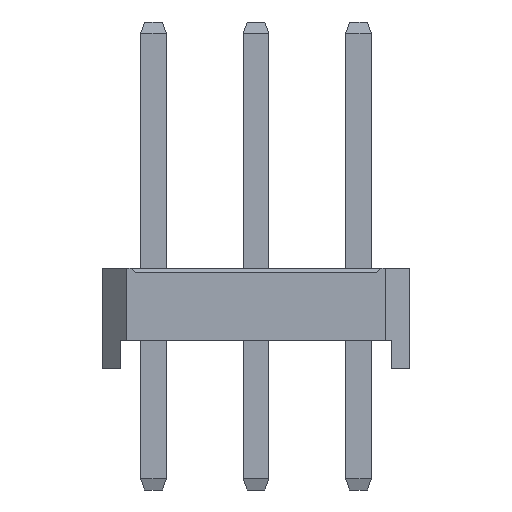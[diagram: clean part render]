
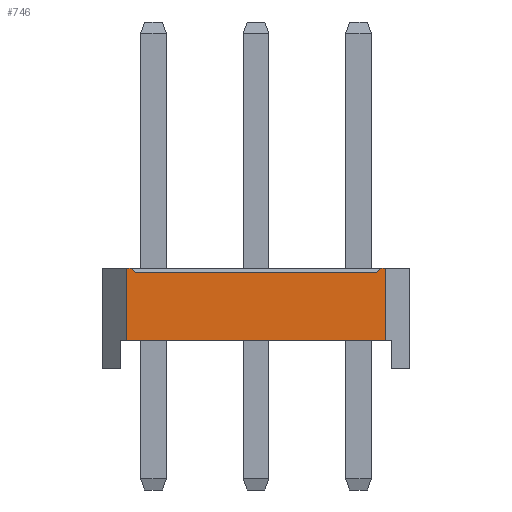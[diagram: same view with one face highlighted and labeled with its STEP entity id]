
A CAD part, left-side view. The second image highlights one B-rep face of the part: STEP entity #746.
In plain terms, the highlighted planar face has unit normal (-1, 0, 0).
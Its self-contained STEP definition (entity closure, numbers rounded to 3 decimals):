
#746=ADVANCED_FACE('',(#3193),#3195,.T.);
#3193=FACE_BOUND('',#3194,.T.);
#3194=EDGE_LOOP('',(#5107,#5108,#5109,#5110,#5111,#5112,#5113,#5114));
#3195=PLANE('',#3196);
#3196=AXIS2_PLACEMENT_3D('',#3197,#3198,#3199);
#3197=CARTESIAN_POINT('',(-1.27,5.75,0.));
#3198=DIRECTION('',(-1.,0.,0.));
#3199=DIRECTION('',(0.,-1.,0.));
#5107=ORIENTED_EDGE('',*,*,#6288,.F.);
#5108=ORIENTED_EDGE('',*,*,#6289,.T.);
#5109=ORIENTED_EDGE('',*,*,#6290,.F.);
#5110=ORIENTED_EDGE('',*,*,#6055,.F.);
#5111=ORIENTED_EDGE('',*,*,#6291,.F.);
#5112=ORIENTED_EDGE('',*,*,#5970,.T.);
#5113=ORIENTED_EDGE('',*,*,#6287,.T.);
#5114=ORIENTED_EDGE('',*,*,#6059,.F.);
#5970=EDGE_CURVE('',#6640,#6638,#6641,.T.);
#6055=EDGE_CURVE('',#6808,#6810,#6811,.T.);
#6059=EDGE_CURVE('',#6816,#6818,#6819,.T.);
#6287=EDGE_CURVE('',#6638,#6818,#7197,.T.);
#6288=EDGE_CURVE('',#7198,#6816,#7199,.F.);
#6289=EDGE_CURVE('',#7198,#7200,#7201,.T.);
#6290=EDGE_CURVE('',#6810,#7200,#7202,.F.);
#6291=EDGE_CURVE('',#6640,#6808,#7203,.T.);
#6638=VERTEX_POINT('',#7720);
#6640=VERTEX_POINT('',#7724);
#6641=LINE('',#7725,#7726);
#6808=VERTEX_POINT('',#8060);
#6810=VERTEX_POINT('',#8064);
#6811=LINE('',#8065,#8066);
#6816=VERTEX_POINT('',#8076);
#6818=VERTEX_POINT('',#8080);
#6819=LINE('',#8081,#8082);
#7197=LINE('',#8915,#8916);
#7198=VERTEX_POINT('',#8918);
#7199=LINE('',#8919,#8920);
#7200=VERTEX_POINT('',#8922);
#7201=LINE('',#8923,#8924);
#7202=LINE('',#8926,#8927);
#7203=LINE('',#8929,#8930);
#7720=CARTESIAN_POINT('',(-1.27,-0.67,0.7));
#7724=CARTESIAN_POINT('',(-1.27,5.75,0.7));
#7725=CARTESIAN_POINT('',(-1.27,5.75,0.7));
#7726=VECTOR('',#7727,1.);
#7727=DIRECTION('',(0.,-1.,0.));
#8060=CARTESIAN_POINT('',(-1.27,5.75,2.5));
#8064=CARTESIAN_POINT('',(-1.27,5.63,2.5));
#8065=CARTESIAN_POINT('',(-1.27,5.75,2.5));
#8066=VECTOR('',#8067,1.);
#8067=DIRECTION('',(0.,-1.,0.));
#8076=CARTESIAN_POINT('',(-1.27,-0.55,2.5));
#8080=CARTESIAN_POINT('',(-1.27,-0.67,2.5));
#8081=CARTESIAN_POINT('',(-1.27,-0.55,2.5));
#8082=VECTOR('',#8083,1.);
#8083=DIRECTION('',(0.,-1.,0.));
#8915=CARTESIAN_POINT('',(-1.27,-0.67,0.7));
#8916=VECTOR('',#8917,1.);
#8917=DIRECTION('',(0.,0.,1.));
#8918=CARTESIAN_POINT('',(-1.27,-0.45,2.4));
#8919=CARTESIAN_POINT('',(-1.27,-0.55,2.5));
#8920=VECTOR('',#8921,1.);
#8921=DIRECTION('',(0.,0.707,-0.707));
#8922=CARTESIAN_POINT('',(-1.27,5.53,2.4));
#8923=CARTESIAN_POINT('',(-1.27,-0.45,2.4));
#8924=VECTOR('',#8925,1.);
#8925=DIRECTION('',(0.,1.,0.));
#8926=CARTESIAN_POINT('',(-1.27,5.53,2.4));
#8927=VECTOR('',#8928,1.);
#8928=DIRECTION('',(0.,0.707,0.707));
#8929=CARTESIAN_POINT('',(-1.27,5.75,0.7));
#8930=VECTOR('',#8931,1.);
#8931=DIRECTION('',(0.,0.,1.));
